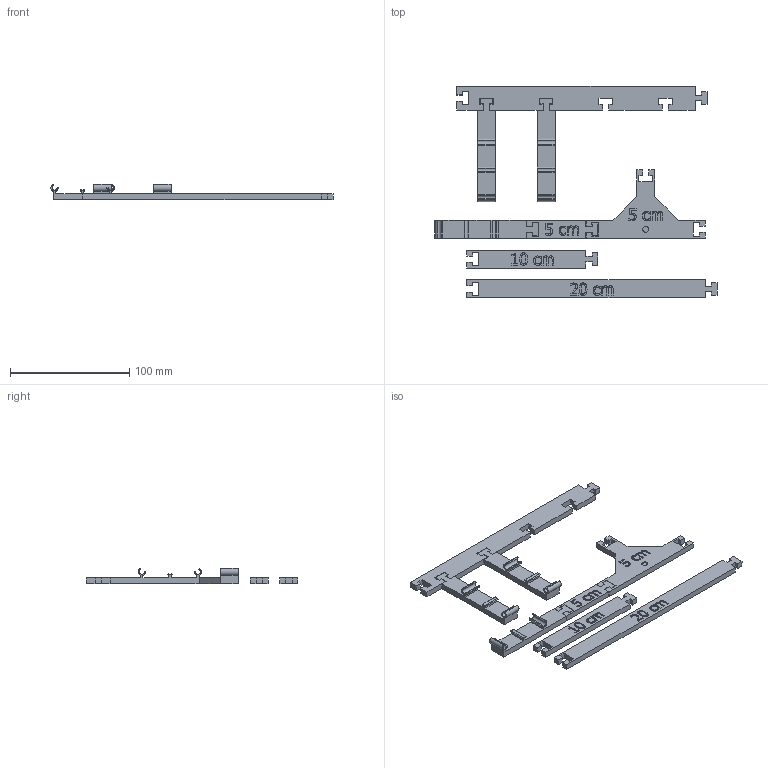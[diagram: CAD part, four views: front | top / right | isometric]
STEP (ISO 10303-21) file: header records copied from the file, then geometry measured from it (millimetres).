
FILE_DESCRIPTION(/* description */ (''),/* implementation_level */ '2;1');
FILE_NAME(/* name */ 'Gleisbauteile.stp',/* time_stamp */ '2024-11-16T23:20:37+01:00',/* author */ ('lukad'),/* organization */ (''),/* preprocessor_version */ 'ST-DEVELOPER v19.2',/* originating_system */ 'Autodesk Inventor 2023',/* authorisation */ '');
FILE_SCHEMA (('CONFIG_CONTROL_DESIGN'));
Length unit declared in the file: millimetre
Products named in the file (7): railroad_figure; 10cmConnector; 10cmConnector_1; 10cmConnector_2; 10cmConnector_3; 10cmConnector_4; rail_holder
Assembly tree (8 placements, depth 2):
  railroad_figure
    rail_holder  x3
    10cmConnector
    10cmConnector_1
    10cmConnector_2
    10cmConnector_3
    10cmConnector_4
Bounding box: 236.7 x 177.6 x 12.78 mm (x, y, z)
Volume: 75089.1 mm3; surface area: 46189.1 mm2
Topology: 8 solids, 8 shells, 530 faces, 1491 edges, 994 vertices
Faces by surface type: plane 344, bspline 158, cylinder 28
Full cylindrical faces by diameter (mm): 5 x1
Entity records: 15719 total; most frequent: CARTESIAN_POINT 4673, ORIENTED_EDGE 2574, DIRECTION 1623, EDGE_CURVE 1287, LINE 951, VECTOR 951, VERTEX_POINT 858, EDGE_LOOP 475
